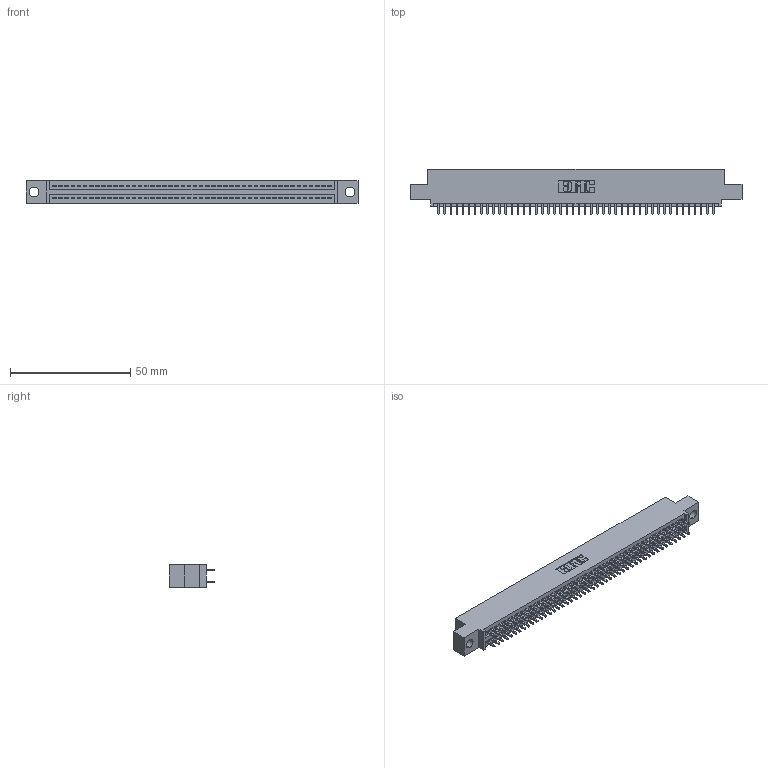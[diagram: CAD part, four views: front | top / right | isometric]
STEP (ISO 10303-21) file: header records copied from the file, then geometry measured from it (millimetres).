
FILE_DESCRIPTION (( 'STEP AP203' ), '1' );
FILE_NAME ('395-092-521-504.STEP', '2018-11-29T06:30:02', ( '' ), ( '' ), 'SwSTEP 2.0', 'SolidWorks 2016', '' );
FILE_SCHEMA (( 'CONFIG_CONTROL_DESIGN' ));
Length unit declared in the file: inch
Products named in the file (3): 345 Part_0.110 Offset - 0.156 Dia-TH; 395-092-521-504; 345-292-001_345-293-121
Assembly tree (93 placements, depth 2):
  395-092-521-504
    345 Part_0.110 Offset - 0.156 Dia-TH
    345-292-001_345-293-121  x92
Bounding box: 138.05 x 18.72 x 9.4 mm (x, y, z)
Volume: 13248.6 mm3; surface area: 19324.7 mm2
Topology: 93 solids, 93 shells, 4730 faces, 14061 edges, 9250 vertices
Faces by surface type: plane 3120, cylinder 1610
Entity records: 35707 total; most frequent: CARTESIAN_POINT 5984, ORIENTED_EDGE 5918, DIRECTION 5271, EDGE_CURVE 2959, LINE 2643, VECTOR 2643, VERTEX_POINT 1970, AXIS2_PLACEMENT_3D 1314
